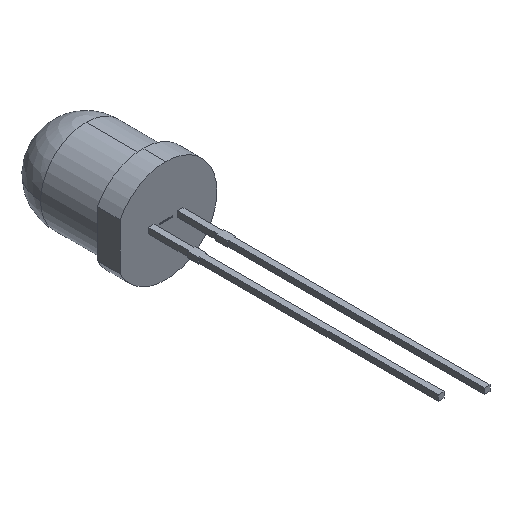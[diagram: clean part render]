
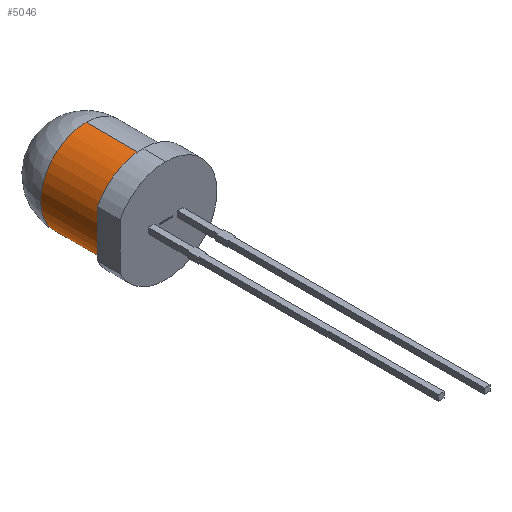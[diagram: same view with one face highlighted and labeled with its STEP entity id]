
A CAD part, isometric view. The second image highlights one B-rep face of the part: STEP entity #5046.
In plain terms, the highlighted cylindrical face has radius 4 mm (diameter 8 mm), a partial arc.
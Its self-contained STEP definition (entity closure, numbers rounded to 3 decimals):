
#346 = AXIS2_PLACEMENT_3D ( 'NONE', #11463, #3969, #3970 ) ;
#352 = AXIS2_PLACEMENT_3D ( 'NONE', #3983, #3987, #3988 ) ;
#1209 = CARTESIAN_POINT ( 'NONE',  ( 0., 7., -4. ) ) ;
#1213 = CARTESIAN_POINT ( 'NONE',  ( 0., 2., 4. ) ) ;
#1215 = CARTESIAN_POINT ( 'NONE',  ( 0., 7., 4. ) ) ;
#1216 = CARTESIAN_POINT ( 'NONE',  ( 0., 2., -4. ) ) ;
#1223 = CARTESIAN_POINT ( 'NONE',  ( -4., 7., 0. ) ) ;
#1435 = ORIENTED_EDGE ( 'NONE', *, *, #6745, .F. ) ;
#1436 = ORIENTED_EDGE ( 'NONE', *, *, #6747, .F. ) ;
#1437 = ORIENTED_EDGE ( 'NONE', *, *, #5096, .T. ) ;
#1438 = ORIENTED_EDGE ( 'NONE', *, *, #6741, .T. ) ;
#1439 = ORIENTED_EDGE ( 'NONE', *, *, #5075, .F. ) ;
#1441 = ORIENTED_EDGE ( 'NONE', *, *, #5090, .T. ) ;
#2396 = CARTESIAN_POINT ( 'NONE',  ( -4., 2., 0. ) ) ;
#2953 = VERTEX_POINT ( 'NONE', #2396 ) ;
#3969 = DIRECTION ( 'NONE',  ( 0., -1., 0. ) ) ;
#3970 = DIRECTION ( 'NONE',  ( 0., 0., -1. ) ) ;
#3977 = CARTESIAN_POINT ( 'NONE',  ( 0., 2., 0. ) ) ;
#3981 = DIRECTION ( 'NONE',  ( 0., -1., 0. ) ) ;
#3982 = DIRECTION ( 'NONE',  ( 0., 0., -1. ) ) ;
#3983 = CARTESIAN_POINT ( 'NONE',  ( 0., 2., 0. ) ) ;
#3987 = DIRECTION ( 'NONE',  ( 0., -1., 0. ) ) ;
#3988 = DIRECTION ( 'NONE',  ( 0., 0., -1. ) ) ;
#5046 = ADVANCED_FACE ( 'NONE', ( #11612 ), #11618, .T. ) ;
#5075 = EDGE_CURVE ( 'NONE', #6925, #6920, #11239, .T. ) ;
#5090 = EDGE_CURVE ( 'NONE', #6921, #6927, #11300, .T. ) ;
#5096 = EDGE_CURVE ( 'NONE', #6938, #6921, #8820, .T. ) ;
#6741 = EDGE_CURVE ( 'NONE', #6925, #6938, #8824, .T. ) ;
#6745 = EDGE_CURVE ( 'NONE', #6920, #2953, #8826, .T. ) ;
#6747 = EDGE_CURVE ( 'NONE', #2953, #6927, #8827, .T. ) ;
#6920 = VERTEX_POINT ( 'NONE', #1213 ) ;
#6921 = VERTEX_POINT ( 'NONE', #1209 ) ;
#6925 = VERTEX_POINT ( 'NONE', #1215 ) ;
#6927 = VERTEX_POINT ( 'NONE', #1216 ) ;
#6938 = VERTEX_POINT ( 'NONE', #1223 ) ;
#7057 = EDGE_LOOP ( 'NONE', ( #1439, #1438, #1437, #1441, #1436, #1435 ) ) ;
#8820 = CIRCLE ( 'NONE', #11684, 4. ) ;
#8824 = CIRCLE ( 'NONE', #346, 4. ) ;
#8826 = CIRCLE ( 'NONE', #11695, 4. ) ;
#8827 = CIRCLE ( 'NONE', #352, 4. ) ;
#11028 = CARTESIAN_POINT ( 'NONE',  ( 0., 2., 0. ) ) ;
#11029 = DIRECTION ( 'NONE',  ( 0., -1., 0. ) ) ;
#11030 = DIRECTION ( 'NONE',  ( 0., 0., -1. ) ) ;
#11239 = LINE ( 'NONE', #11240, #11666 ) ;
#11240 = CARTESIAN_POINT ( 'NONE',  ( 0., 2., 4. ) ) ;
#11241 = DIRECTION ( 'NONE',  ( 0., -1., 0. ) ) ;
#11300 = LINE ( 'NONE', #11301, #11681 ) ;
#11301 = CARTESIAN_POINT ( 'NONE',  ( 0., 2., -4. ) ) ;
#11302 = DIRECTION ( 'NONE',  ( 0., -1., 0. ) ) ;
#11330 = CARTESIAN_POINT ( 'NONE',  ( 0., 7., 0. ) ) ;
#11334 = DIRECTION ( 'NONE',  ( 0., -1., 0. ) ) ;
#11335 = DIRECTION ( 'NONE',  ( 0., 0., -1. ) ) ;
#11463 = CARTESIAN_POINT ( 'NONE',  ( 0., 7., 0. ) ) ;
#11576 = AXIS2_PLACEMENT_3D ( 'NONE', #11028, #11029, #11030 ) ;
#11612 = FACE_OUTER_BOUND ( 'NONE', #7057, .T. ) ;
#11618 = CYLINDRICAL_SURFACE ( 'NONE', #11576, 4. ) ;
#11666 = VECTOR ( 'NONE', #11241, 1000. ) ;
#11681 = VECTOR ( 'NONE', #11302, 1000. ) ;
#11684 = AXIS2_PLACEMENT_3D ( 'NONE', #11330, #11334, #11335 ) ;
#11695 = AXIS2_PLACEMENT_3D ( 'NONE', #3977, #3981, #3982 ) ;
